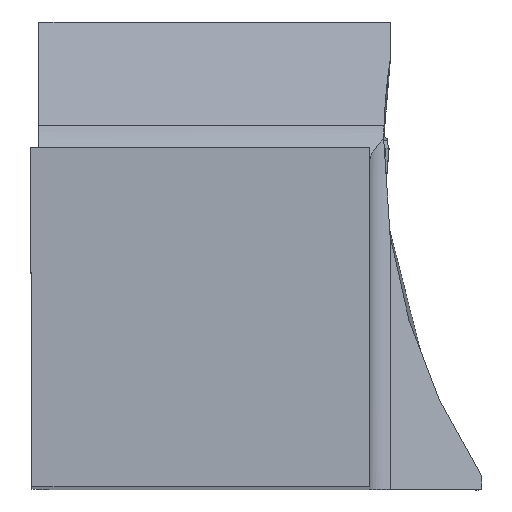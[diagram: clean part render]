
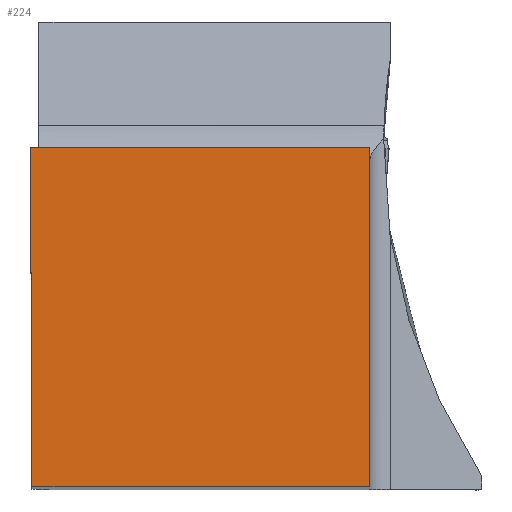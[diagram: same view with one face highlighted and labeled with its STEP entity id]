
A CAD part, top view. The second image highlights one B-rep face of the part: STEP entity #224.
In plain terms, the highlighted planar face has unit normal (0, 0, 1).
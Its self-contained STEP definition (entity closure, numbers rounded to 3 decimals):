
#165=PLANE('',#2103);
#224=ADVANCED_FACE('CU_BACK_SU1',(#356),#165,.F.);
#356=FACE_OUTER_BOUND('',#465,.T.);
#465=EDGE_LOOP('',(#1055,#1056,#1057,#1058));
#676=LINE('',#2885,#813);
#680=LINE('',#2895,#817);
#683=LINE('',#2905,#820);
#702=LINE('',#3008,#839);
#813=VECTOR('',#2293,1.);
#817=VECTOR('',#2301,1.);
#820=VECTOR('',#2310,1.);
#839=VECTOR('',#2363,1.);
#1055=ORIENTED_EDGE('',*,*,#1732,.T.);
#1056=ORIENTED_EDGE('',*,*,#1772,.F.);
#1057=ORIENTED_EDGE('',*,*,#1742,.T.);
#1058=ORIENTED_EDGE('',*,*,#1737,.T.);
#1540=VERTEX_POINT('',#2884);
#1541=VERTEX_POINT('',#2886);
#1545=VERTEX_POINT('',#2896);
#1549=VERTEX_POINT('',#2906);
#1732=EDGE_CURVE('',#1541,#1540,#676,.T.);
#1737=EDGE_CURVE('',#1545,#1541,#680,.T.);
#1742=EDGE_CURVE('',#1549,#1545,#683,.T.);
#1772=EDGE_CURVE('',#1549,#1540,#702,.T.);
#2103=AXIS2_PLACEMENT_3D('',#3009,#2364,#2365);
#2293=DIRECTION('',(1.,0.,0.));
#2301=DIRECTION('',(0.004,-1.,0.));
#2310=DIRECTION('',(-1.,0.,0.));
#2363=DIRECTION('',(0.,-1.,0.));
#2364=DIRECTION('',(0.,0.,-1.));
#2365=DIRECTION('',(0.,-1.,0.));
#2884=CARTESIAN_POINT('',(19.875,0.,0.));
#2885=CARTESIAN_POINT('',(-22.994,0.,0.));
#2886=CARTESIAN_POINT('',(0.087,0.,0.));
#2895=CARTESIAN_POINT('',(-0.088,39.975,0.));
#2896=CARTESIAN_POINT('',(0.,19.875,0.));
#2905=CARTESIAN_POINT('',(-22.994,19.875,0.));
#2906=CARTESIAN_POINT('',(19.875,19.875,0.));
#3008=CARTESIAN_POINT('',(19.875,39.875,0.));
#3009=CARTESIAN_POINT('',(-22.994,39.875,0.));
